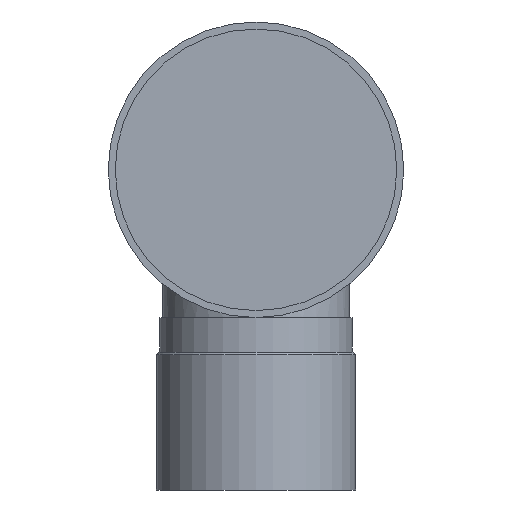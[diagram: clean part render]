
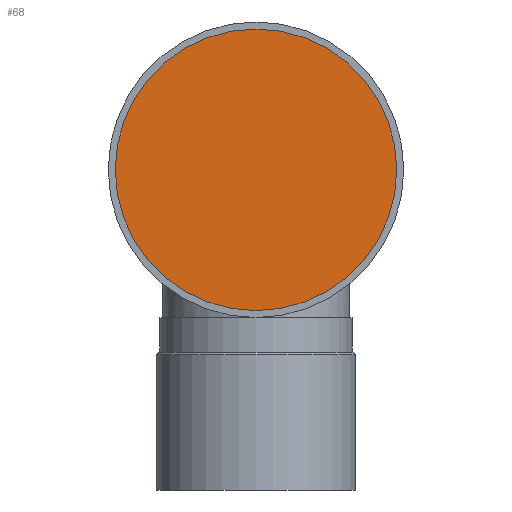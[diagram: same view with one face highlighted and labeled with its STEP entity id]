
A CAD part, front view. The second image highlights one B-rep face of the part: STEP entity #68.
In plain terms, the highlighted planar face has unit normal (0, -1, 0).
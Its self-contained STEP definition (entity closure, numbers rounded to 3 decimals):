
#68 = ADVANCED_FACE( '', ( #152 ), #153, .F. );
#152 = FACE_OUTER_BOUND( '', #245, .T. );
#153 = PLANE( '', #246 );
#245 = EDGE_LOOP( '', ( #354 ) );
#246 = AXIS2_PLACEMENT_3D( '', #355, #356, #357 );
#354 = ORIENTED_EDGE( '', *, *, #445, .F. );
#355 = CARTESIAN_POINT( '', ( 0., -84., 0. ) );
#356 = DIRECTION( '', ( 0., 1., 0. ) );
#357 = DIRECTION( '', ( 0., 0., 1. ) );
#445 = EDGE_CURVE( '', #506, #506, #507, .T. );
#506 = VERTEX_POINT( '', #709 );
#507 = CIRCLE( '', #710, 57.15 );
#709 = CARTESIAN_POINT( '', ( 57.15, -84., 0. ) );
#710 = AXIS2_PLACEMENT_3D( '', #777, #778, #779 );
#777 = CARTESIAN_POINT( '', ( 0., -84., 0. ) );
#778 = DIRECTION( '', ( 0., 1., 0. ) );
#779 = DIRECTION( '', ( 1., 0., 0. ) );
